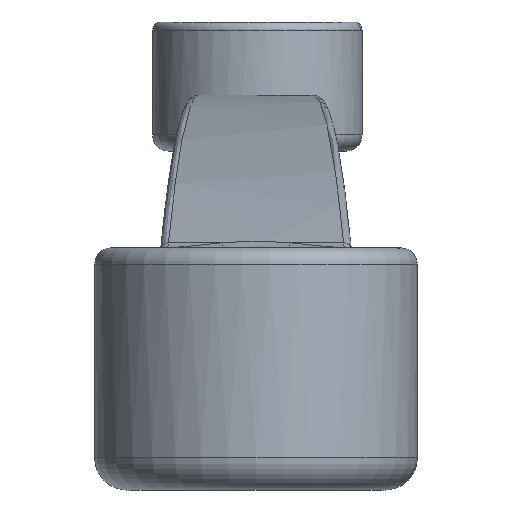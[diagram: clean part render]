
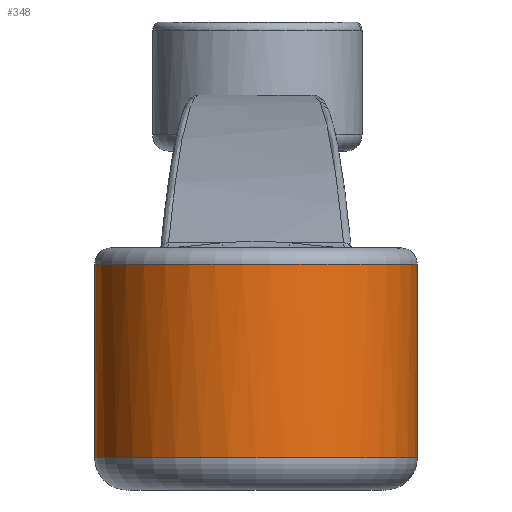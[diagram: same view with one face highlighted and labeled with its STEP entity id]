
A CAD part, left-side view. The second image highlights one B-rep face of the part: STEP entity #348.
In plain terms, the highlighted cylindrical face has radius 10 mm (diameter 20 mm), a full revolution.
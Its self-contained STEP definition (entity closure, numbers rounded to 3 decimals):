
#155=CYLINDRICAL_SURFACE('',#1297,10.);
#181=LINE('',#1923,#226);
#182=LINE('',#1927,#227);
#226=VECTOR('',#1430,1.);
#227=VECTOR('',#1433,1.);
#294=B_SPLINE_CURVE_WITH_KNOTS('',3,(#1917,#1918,#1919,#1920),.UNSPECIFIED.,
.F.,.F.,(4,4),(0.,1.),.UNSPECIFIED.);
#295=B_SPLINE_CURVE_WITH_KNOTS('',3,(#1929,#1930,#1931,#1932,#1933,#1934,
#1935),.UNSPECIFIED.,.F.,.F.,(4,3,4),(0.,0.414,1.),.UNSPECIFIED.);
#296=B_SPLINE_CURVE_WITH_KNOTS('',3,(#1939,#1940,#1941,#1942),.UNSPECIFIED.,
.F.,.F.,(4,4),(0.,1.),.UNSPECIFIED.);
#297=B_SPLINE_CURVE_WITH_KNOTS('',3,(#1944,#1945,#1946,#1947),.UNSPECIFIED.,
.F.,.F.,(4,4),(0.,1.),.UNSPECIFIED.);
#348=ADVANCED_FACE('',(#429,#430),#155,.T.);
#429=FACE_BOUND('',#522,.T.);
#430=FACE_BOUND('',#523,.T.);
#522=EDGE_LOOP('',(#647));
#523=EDGE_LOOP('',(#648,#649,#650,#651,#652,#653,#654,#655,#656));
#647=ORIENTED_EDGE('',*,*,#1099,.T.);
#648=ORIENTED_EDGE('',*,*,#1100,.T.);
#649=ORIENTED_EDGE('',*,*,#1101,.T.);
#650=ORIENTED_EDGE('',*,*,#1102,.T.);
#651=ORIENTED_EDGE('',*,*,#1103,.T.);
#652=ORIENTED_EDGE('',*,*,#1104,.T.);
#653=ORIENTED_EDGE('',*,*,#1105,.T.);
#654=ORIENTED_EDGE('',*,*,#1106,.T.);
#655=ORIENTED_EDGE('',*,*,#1107,.T.);
#656=ORIENTED_EDGE('',*,*,#1108,.T.);
#984=VERTEX_POINT('',#1916);
#985=VERTEX_POINT('',#1921);
#986=VERTEX_POINT('',#1922);
#987=VERTEX_POINT('',#1924);
#988=VERTEX_POINT('',#1926);
#989=VERTEX_POINT('',#1928);
#990=VERTEX_POINT('',#1936);
#991=VERTEX_POINT('',#1938);
#992=VERTEX_POINT('',#1943);
#993=VERTEX_POINT('',#1948);
#1099=EDGE_CURVE('',#984,#984,#1237,.T.);
#1100=EDGE_CURVE('',#985,#986,#294,.T.);
#1101=EDGE_CURVE('',#986,#987,#181,.T.);
#1102=EDGE_CURVE('',#987,#988,#1238,.T.);
#1103=EDGE_CURVE('',#988,#989,#182,.T.);
#1104=EDGE_CURVE('',#989,#990,#295,.T.);
#1105=EDGE_CURVE('',#990,#991,#1239,.T.);
#1106=EDGE_CURVE('',#991,#992,#296,.T.);
#1107=EDGE_CURVE('',#992,#993,#297,.T.);
#1108=EDGE_CURVE('',#993,#985,#1240,.T.);
#1237=CIRCLE('',#1293,10.);
#1238=CIRCLE('',#1294,10.);
#1239=CIRCLE('',#1295,10.);
#1240=CIRCLE('',#1296,10.);
#1293=AXIS2_PLACEMENT_3D('',#1915,#1428,#1429);
#1294=AXIS2_PLACEMENT_3D('',#1925,#1431,#1432);
#1295=AXIS2_PLACEMENT_3D('',#1937,#1434,#1435);
#1296=AXIS2_PLACEMENT_3D('',#1949,#1436,#1437);
#1297=AXIS2_PLACEMENT_3D('',#1950,#1438,#1439);
#1428=DIRECTION('',(0.,0.,1.));
#1429=DIRECTION('',(1.,0.,0.));
#1430=DIRECTION('',(0.,0.,1.));
#1431=DIRECTION('',(0.,0.,-1.));
#1432=DIRECTION('',(1.,0.,0.));
#1433=DIRECTION('',(0.,0.,-1.));
#1434=DIRECTION('',(0.,0.,-1.));
#1435=DIRECTION('',(-1.,0.,0.));
#1436=DIRECTION('',(0.,0.,-1.));
#1437=DIRECTION('',(-1.,0.,0.));
#1438=DIRECTION('',(0.,0.,1.));
#1439=DIRECTION('',(1.,0.,0.));
#1915=CARTESIAN_POINT('',(122.653,149.877,-13.));
#1916=CARTESIAN_POINT('',(132.653,149.877,-13.));
#1917=CARTESIAN_POINT('',(131.224,144.726,-5.5));
#1918=CARTESIAN_POINT('',(131.003,144.359,-5.5));
#1919=CARTESIAN_POINT('',(130.764,144.014,-5.452));
#1920=CARTESIAN_POINT('',(130.514,143.696,-5.301));
#1921=CARTESIAN_POINT('',(131.224,144.726,-5.5));
#1922=CARTESIAN_POINT('',(130.514,143.696,-5.301));
#1923=CARTESIAN_POINT('',(130.514,143.696,-15.));
#1924=CARTESIAN_POINT('',(130.514,143.696,-1.));
#1925=CARTESIAN_POINT('',(122.653,149.877,-1.));
#1926=CARTESIAN_POINT('',(130.514,156.058,-1.));
#1927=CARTESIAN_POINT('',(130.514,156.058,-15.));
#1928=CARTESIAN_POINT('',(130.514,156.058,-5.301));
#1929=CARTESIAN_POINT('',(130.514,156.058,-5.301));
#1930=CARTESIAN_POINT('',(130.615,155.928,-5.363));
#1931=CARTESIAN_POINT('',(130.718,155.791,-5.407));
#1932=CARTESIAN_POINT('',(130.818,155.65,-5.438));
#1933=CARTESIAN_POINT('',(130.959,155.45,-5.482));
#1934=CARTESIAN_POINT('',(131.096,155.24,-5.5));
#1935=CARTESIAN_POINT('',(131.224,155.028,-5.5));
#1936=CARTESIAN_POINT('',(131.224,155.028,-5.5));
#1937=CARTESIAN_POINT('',(122.653,149.877,-5.5));
#1938=CARTESIAN_POINT('',(132.177,152.926,-5.5));
#1939=CARTESIAN_POINT('',(132.177,152.926,-5.5));
#1940=CARTESIAN_POINT('',(132.5,151.917,-5.5));
#1941=CARTESIAN_POINT('',(132.653,150.893,-5.233));
#1942=CARTESIAN_POINT('',(132.653,149.877,-5.));
#1943=CARTESIAN_POINT('',(132.653,149.877,-5.));
#1944=CARTESIAN_POINT('',(132.653,149.877,-5.));
#1945=CARTESIAN_POINT('',(132.653,148.86,-5.233));
#1946=CARTESIAN_POINT('',(132.5,147.837,-5.5));
#1947=CARTESIAN_POINT('',(132.177,146.828,-5.5));
#1948=CARTESIAN_POINT('',(132.177,146.828,-5.5));
#1949=CARTESIAN_POINT('',(122.653,149.877,-5.5));
#1950=CARTESIAN_POINT('',(122.653,149.877,-15.));
